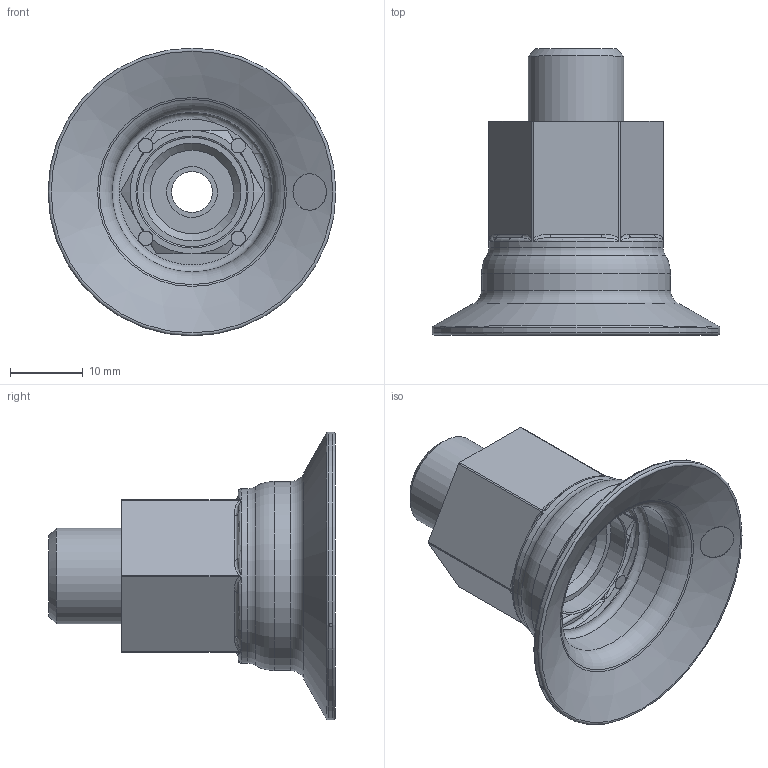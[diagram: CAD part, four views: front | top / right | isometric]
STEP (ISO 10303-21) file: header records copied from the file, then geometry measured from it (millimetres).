
FILE_DESCRIPTION(/* description */ (''),/* implementation_level */ '2;1');
FILE_NAME(/* name */ 'FLEX_Stuetzkonsole_Gen_2_0_G1_4a_x_G1_4i_Messing_Kunststoff_101427.stp',/* time_stamp */ '2019-07-01T15:50:00+02:00',/* author */ ('002210'),/* organization */ (''),/* preprocessor_version */ 'ST-DEVELOPER v17.2',/* originating_system */ 'Autodesk Inventor 2019',/* authorisation */ '');
FILE_SCHEMA (('AUTOMOTIVE_DESIGN { 1 0 10303 214 3 1 1 }'));
Length unit declared in the file: millimetre
Products named in the file (4): anfsk01e; anfsk01e_abgezogen; anmif01a; andsk01a
Assembly tree (3 placements, depth 2):
  anfsk01e
    anfsk01e_abgezogen
    anmif01a
    andsk01a
Bounding box: 39.57 x 39.35 x 39.57 mm (x, y, z)
Volume: 9080.8 mm3; surface area: 8700.8 mm2
Topology: 3 solids, 3 shells, 134 faces, 343 edges, 221 vertices
Faces by surface type: plane 52, cone 32, cylinder 23, torus 15, bspline 12
Full cylindrical faces by diameter (mm): 0.5 x1, 2 x4, 5 x1, 5.6 x1, 7 x1, 11.445 x1, 12.2 x1, 13.157 x1, 13.5 x1, 15 x1, 22 x1, 24 x1, 26 x1, 39.571 x1
Entity records: 4942 total; most frequent: CARTESIAN_POINT 1598, ORIENTED_EDGE 686, DIRECTION 635, EDGE_CURVE 343, AXIS2_PLACEMENT_3D 278, VERTEX_POINT 221, CIRCLE 148, EDGE_LOOP 146
